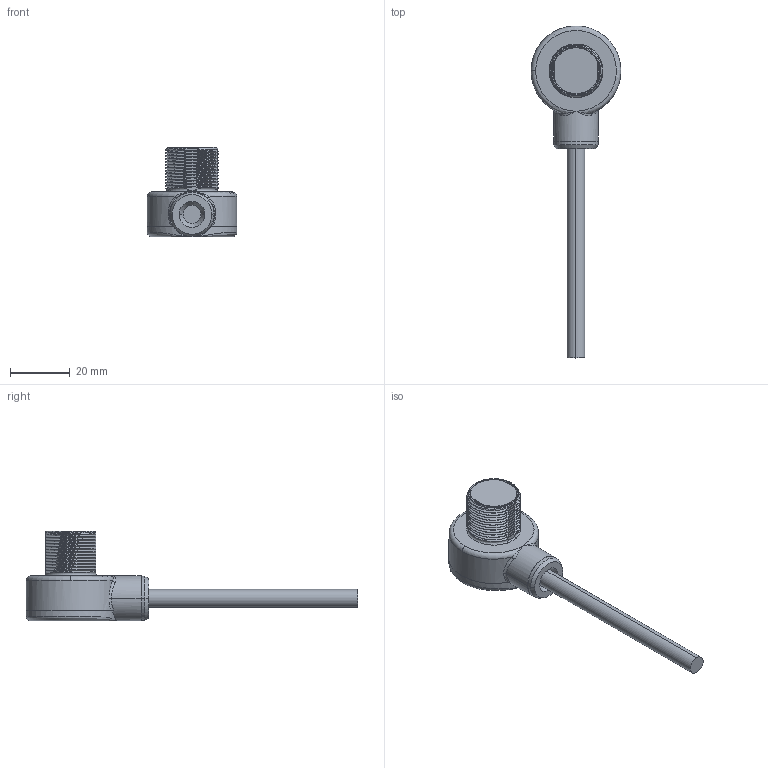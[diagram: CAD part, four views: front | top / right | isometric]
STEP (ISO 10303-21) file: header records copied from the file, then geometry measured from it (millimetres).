
FILE_DESCRIPTION((''),'2;1');
FILE_NAME('152785_SW','2011-03-15T',('banengservice'),('BANNER ENGINEERING'),'PRO/ENGINEER BY PARAMETRIC TECHNOLOGY CORPORATION, 2009141','PRO/ENGINEER BY PARAMETRIC TECHNOLOGY CORPORATION, 2009141','');
FILE_SCHEMA(('CONFIG_CONTROL_DESIGN'));
Length unit declared in the file: inch
Products named in the file (1): 152785_SW
Bounding box: 30.01 x 111.05 x 30.02 mm (x, y, z)
Volume: 9119.2 mm3; surface area: 12333.4 mm2
Topology: 2 solids, 3 shells, 321 faces, 836 edges, 524 vertices
Faces by surface type: cylinder 121, plane 110, cone 26, torus 25, bspline 23, sphere 8, extrusion 6, revolution 2
Entity records: 19416 total; most frequent: CARTESIAN_POINT 11837, ORIENTED_EDGE 1660, DIRECTION 1468, EDGE_CURVE 830, AXIS2_PLACEMENT_3D 570, VERTEX_POINT 524, EDGE_LOOP 340, VECTOR 326
